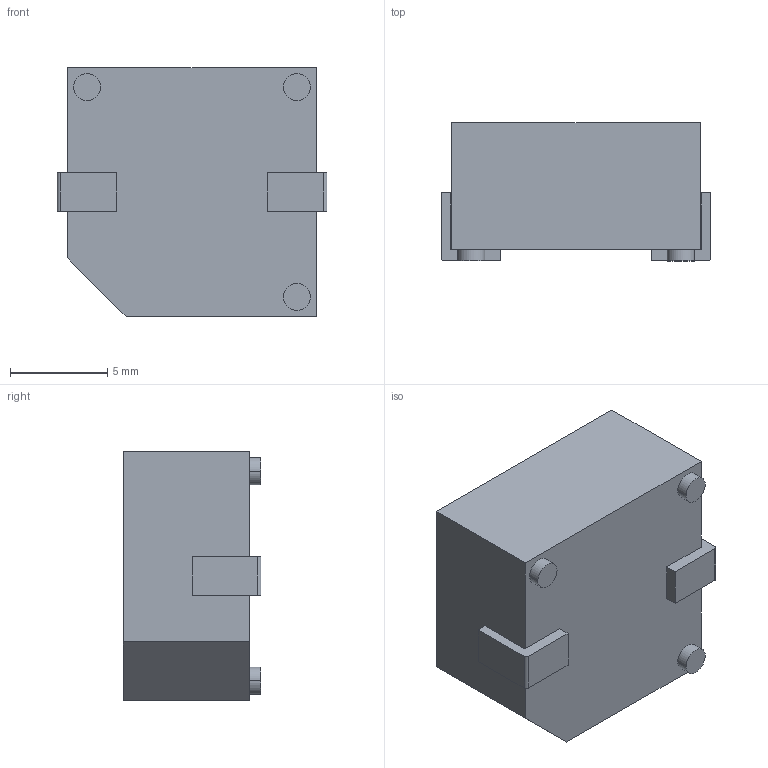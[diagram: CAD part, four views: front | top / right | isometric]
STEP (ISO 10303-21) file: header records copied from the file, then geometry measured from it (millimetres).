
FILE_DESCRIPTION (( 'STEP AP214' ), '1' );
FILE_NAME ('CUI_DEVICES_CMT-1271-88-SMT-TR.step', '2020-02-05T17:10:12', ( '' ), ( '' ), 'SwSTEP 2.0', 'SolidWorks 2019', '' );
FILE_SCHEMA (( 'AUTOMOTIVE_DESIGN' ));
Length unit declared in the file: inch
Products named in the file (1): CUI_DEVICES_CMT-1271-88-SMT-TR
Bounding box: 13.9 x 7.1 x 12.8 mm (x, y, z)
Volume: 1035.9 mm3; surface area: 724.6 mm2
Topology: 1 solids, 1 shells, 37 faces, 89 edges, 58 vertices
Faces by surface type: plane 27, cylinder 10
Entity records: 1293 total; most frequent: DIRECTION 185, CARTESIAN_POINT 185, ORIENTED_EDGE 178, EDGE_CURVE 89, VECTOR 69, LINE 69, VERTEX_POINT 58, AXIS2_PLACEMENT_3D 58
